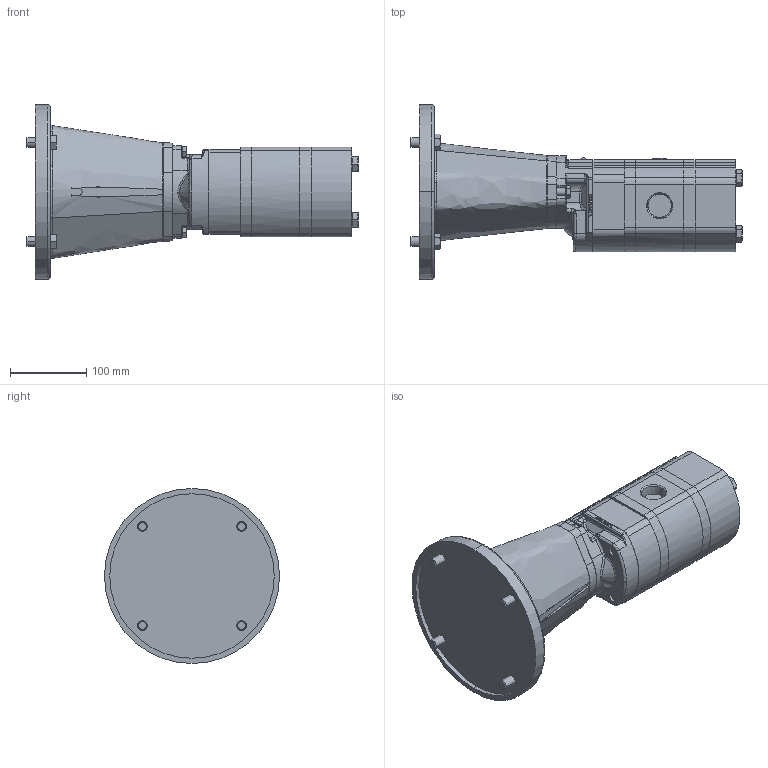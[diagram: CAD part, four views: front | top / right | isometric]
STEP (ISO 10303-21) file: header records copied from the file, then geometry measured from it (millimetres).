
FILE_DESCRIPTION (( 'STEP AP214' ), '1' );
FILE_NAME ('GPV-0712-05.STEP', '2020-02-19T19:16:32', ( '' ), ( '' ), 'SwSTEP 2.0', 'SolidWorks 2018', '' );
FILE_SCHEMA (( 'AUTOMOTIVE_DESIGN' ));
Length unit declared in the file: inch
Products named in the file (1): GPV-0712-05
Bounding box: 436.16 x 229.95 x 229.95 mm (x, y, z)
Volume: 5358972.8 mm3; surface area: 278256.9 mm2
Topology: 1 solids, 1 shells, 928 faces, 2550 edges, 1782 vertices
Faces by surface type: plane 394, cylinder 225, bspline 197, cone 94, sphere 12, torus 6
Entity records: 50277 total; most frequent: CARTESIAN_POINT 21039, ORIENTED_EDGE 5082, DIRECTION 3878, EDGE_CURVE 2541, VERTEX_POINT 1782, AXIS2_PLACEMENT_3D 1309, VECTOR 1260, LINE 1260
